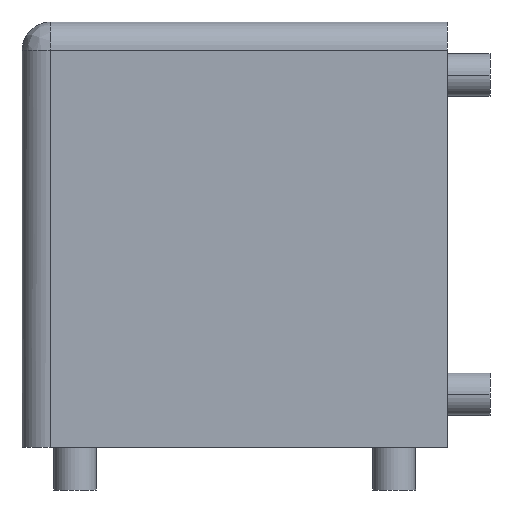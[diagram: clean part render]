
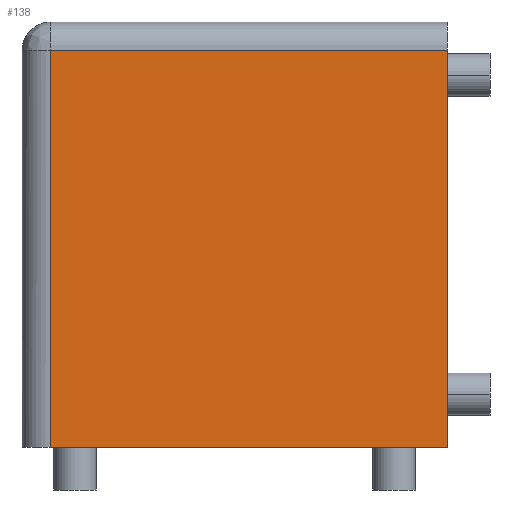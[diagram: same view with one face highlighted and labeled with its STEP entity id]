
A CAD part, front view. The second image highlights one B-rep face of the part: STEP entity #138.
In plain terms, the highlighted planar face has unit normal (0, -1, 0).
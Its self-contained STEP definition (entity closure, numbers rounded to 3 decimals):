
#138=ADVANCED_FACE('',(#280),#281,.F.);
#280=FACE_OUTER_BOUND('',#510,.T.);
#281=PLANE('',#511);
#510=EDGE_LOOP('',(#961,#962,#963,#964));
#511=AXIS2_PLACEMENT_3D('',#965,#966,#967);
#961=ORIENTED_EDGE('',*,*,#1104,.F.);
#962=ORIENTED_EDGE('',*,*,#1102,.F.);
#963=ORIENTED_EDGE('',*,*,#1100,.F.);
#964=ORIENTED_EDGE('',*,*,#1105,.F.);
#965=CARTESIAN_POINT('',(0.0,-15.0,15.0));
#966=DIRECTION('',(0.0,1.0,0.0));
#967=DIRECTION('',(0.0,0.0,1.0));
#1100=EDGE_CURVE('',#1318,#1320,#1321,.T.);
#1102=EDGE_CURVE('',#1320,#1323,#1324,.T.);
#1104=EDGE_CURVE('',#1323,#1111,#1326,.T.);
#1105=EDGE_CURVE('',#1111,#1318,#1327,.T.);
#1111=VERTEX_POINT('',#1333);
#1318=VERTEX_POINT('',#1673);
#1320=VERTEX_POINT('',#1675);
#1321=LINE('',#1676,#1677);
#1323=VERTEX_POINT('',#1680);
#1324=LINE('',#1681,#1682);
#1326=LINE('',#1684,#1685);
#1327=LINE('',#1686,#1687);
#1333=CARTESIAN_POINT('',(-13.0,-15.0,28.0));
#1673=CARTESIAN_POINT('',(15.0,-15.0,28.0));
#1675=CARTESIAN_POINT('',(15.0,-15.0,0.0));
#1676=CARTESIAN_POINT('',(15.0,-15.0,15.0));
#1677=VECTOR('',#1954,1000.0);
#1680=CARTESIAN_POINT('',(-13.0,-15.0,0.0));
#1681=CARTESIAN_POINT('',(0.0,-15.0,0.0));
#1682=VECTOR('',#1956,1000.0);
#1684=CARTESIAN_POINT('',(-13.0,-15.0,15.0));
#1685=VECTOR('',#1960,1000.0);
#1686=CARTESIAN_POINT('',(0.0,-15.0,28.0));
#1687=VECTOR('',#1961,1000.0);
#1954=DIRECTION('',(0.0,0.0,-1.0));
#1956=DIRECTION('',(-1.0,0.0,0.0));
#1960=DIRECTION('',(0.0,0.0,1.0));
#1961=DIRECTION('',(1.0,0.0,0.0));
